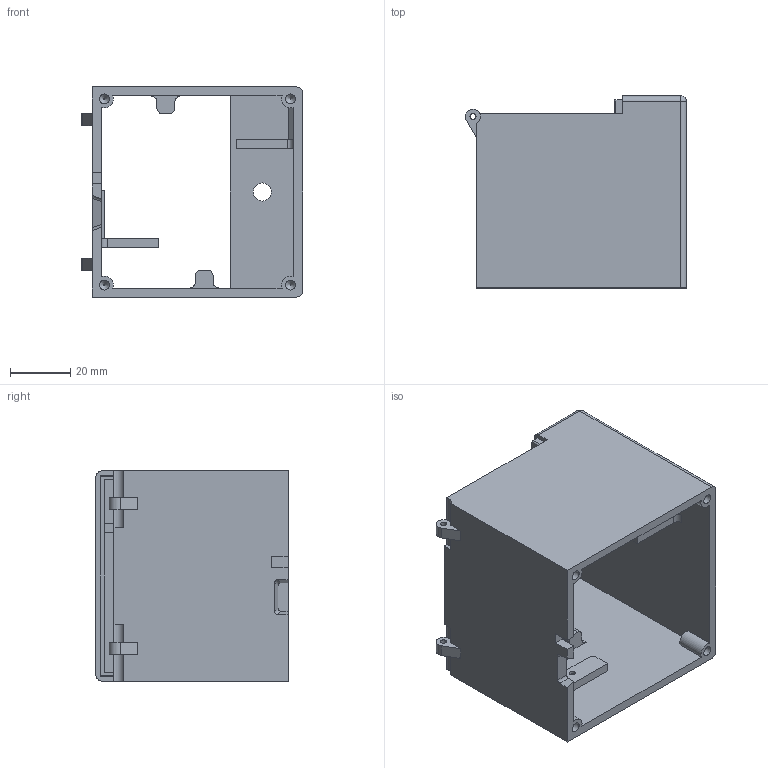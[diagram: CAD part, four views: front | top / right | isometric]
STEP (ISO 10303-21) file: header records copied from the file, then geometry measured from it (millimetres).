
FILE_DESCRIPTION(/* description */ ('STEP AP203'),/* implementation_level */ '2;1');
FILE_NAME(/* name */ '',/* time_stamp */ '2025-05-31T11:01:50+08:00',/* author */ (''),/* organization */ (''),/* preprocessor_version */ 'ST-DEVELOPER v20.1',/* originating_system */ 'Autodesk Translation Framework v14.10.0.0',/* authorisation */ '');
FILE_SCHEMA (('AUTOMOTIVE_DESIGN { 1 0 10303 214 3 1 1 }'));
Length unit declared in the file: millimetre
Products named in the file (1): 外壳主体
Bounding box: 73.62 x 64 x 70 mm (x, y, z)
Volume: 56330.6 mm3; surface area: 39594.2 mm2
Topology: 1 solids, 1 shells, 154 faces, 418 edges, 272 vertices
Faces by surface type: plane 103, cylinder 45, cone 4, sphere 2
Full cylindrical faces by diameter (mm): 2 x6, 3.3 x4, 6 x1
Entity records: 4871 total; most frequent: CARTESIAN_POINT 843, ORIENTED_EDGE 832, DIRECTION 820, EDGE_CURVE 416, LINE 322, VECTOR 322, VERTEX_POINT 272, AXIS2_PLACEMENT_3D 249
